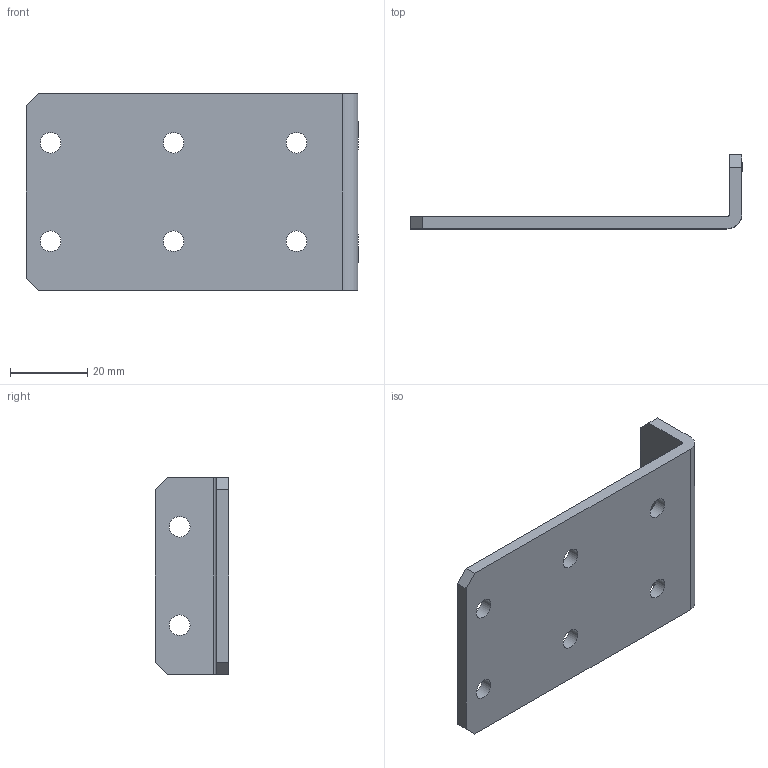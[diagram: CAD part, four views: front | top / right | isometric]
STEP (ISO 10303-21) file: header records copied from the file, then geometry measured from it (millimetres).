
FILE_DESCRIPTION(/* description */ (''),/* implementation_level */ '2;1');
FILE_NAME(/* name */ 'am-2954 AM14U2 2x3 Hole Bracket.ipt.stp',/* time_stamp */ '2016-01-07T16:38:28-08:00',/* author */ ('PhillipD'),/* organization */ (''),/* preprocessor_version */ 'ST-DEVELOPER v16.1',/* originating_system */ 'Autodesk Inventor 2016',/* authorisation */ '');
FILE_SCHEMA (('AUTOMOTIVE_DESIGN { 1 0 10303 214 3 1 1 }'));
Length unit declared in the file: inch
Products named in the file (1): am-2954 AM14U2 2x3 Hole Bracket
Bounding box: 85.72 x 19.05 x 50.8 mm (x, y, z)
Volume: 15592.8 mm3; surface area: 11185.6 mm2
Topology: 1 solids, 1 shells, 24 faces, 62 edges, 40 vertices
Faces by surface type: plane 14, cylinder 10
Full cylindrical faces by diameter (mm): 5.334 x8
Entity records: 790 total; most frequent: DIRECTION 124, CARTESIAN_POINT 119, ORIENTED_EDGE 108, EDGE_CURVE 54, EDGE_LOOP 48, AXIS2_PLACEMENT_3D 45, VERTEX_POINT 40, LINE 34
